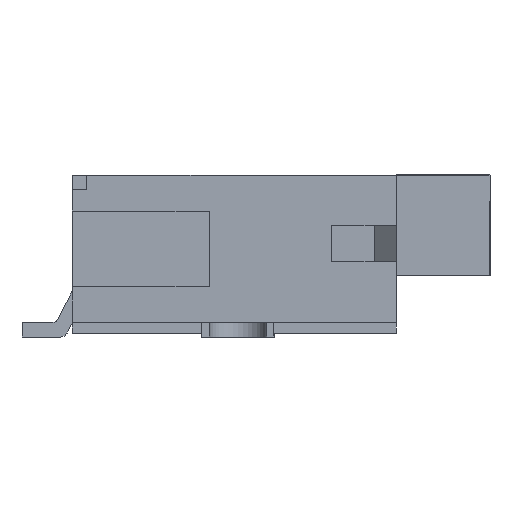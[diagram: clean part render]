
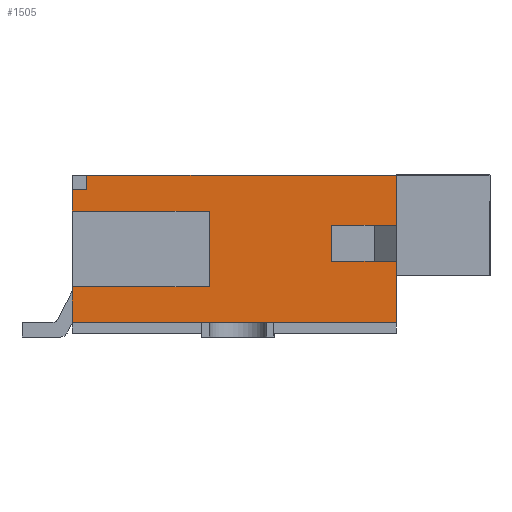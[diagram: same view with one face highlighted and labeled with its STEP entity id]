
A CAD part, left-side view. The second image highlights one B-rep face of the part: STEP entity #1505.
In plain terms, the highlighted planar face has unit normal (-1, 0, 0).
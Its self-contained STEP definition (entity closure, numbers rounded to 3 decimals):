
#1505 = ADVANCED_FACE( '', ( #2901 ), #2902, .T. );
#2901 = FACE_OUTER_BOUND( '', #4304, .T. );
#2902 = PLANE( '', #4305 );
#4304 = EDGE_LOOP( '', ( #8517, #8518, #8519, #8520, #8521, #8522, #8523, #8524, #8525, #8526, #8527, #8528, #8529, #8530 ) );
#4305 = AXIS2_PLACEMENT_3D( '', #8531, #8532, #8533 );
#8517 = ORIENTED_EDGE( '', *, *, #11707, .F. );
#8518 = ORIENTED_EDGE( '', *, *, #10358, .F. );
#8519 = ORIENTED_EDGE( '', *, *, #11374, .T. );
#8520 = ORIENTED_EDGE( '', *, *, #9833, .F. );
#8521 = ORIENTED_EDGE( '', *, *, #10368, .T. );
#8522 = ORIENTED_EDGE( '', *, *, #11206, .T. );
#8523 = ORIENTED_EDGE( '', *, *, #11373, .T. );
#8524 = ORIENTED_EDGE( '', *, *, #10877, .F. );
#8525 = ORIENTED_EDGE( '', *, *, #11708, .T. );
#8526 = ORIENTED_EDGE( '', *, *, #11022, .T. );
#8527 = ORIENTED_EDGE( '', *, *, #11414, .T. );
#8528 = ORIENTED_EDGE( '', *, *, #10623, .T. );
#8529 = ORIENTED_EDGE( '', *, *, #11709, .T. );
#8530 = ORIENTED_EDGE( '', *, *, #11710, .T. );
#8531 = CARTESIAN_POINT( '', ( -16.3, 0., 0. ) );
#8532 = DIRECTION( '', ( -1., 0., 0. ) );
#8533 = DIRECTION( '', ( 0., 0., 1. ) );
#9833 = EDGE_CURVE( '', #11949, #11945, #11951, .T. );
#10358 = EDGE_CURVE( '', #12889, #12891, #12892, .T. );
#10368 = EDGE_CURVE( '', #11949, #12906, #12908, .T. );
#10623 = EDGE_CURVE( '', #13318, #13316, #13319, .T. );
#10877 = EDGE_CURVE( '', #13727, #13714, #13729, .T. );
#11022 = EDGE_CURVE( '', #13936, #13934, #13937, .T. );
#11206 = EDGE_CURVE( '', #12906, #14206, #14208, .T. );
#11373 = EDGE_CURVE( '', #14206, #13714, #14449, .T. );
#11374 = EDGE_CURVE( '', #12889, #11945, #14450, .T. );
#11414 = EDGE_CURVE( '', #13934, #13318, #14500, .T. );
#11707 = EDGE_CURVE( '', #12891, #14872, #14873, .T. );
#11708 = EDGE_CURVE( '', #13727, #13936, #14874, .T. );
#11709 = EDGE_CURVE( '', #13316, #14875, #14876, .T. );
#11710 = EDGE_CURVE( '', #14875, #14872, #14877, .T. );
#11945 = VERTEX_POINT( '', #15125 );
#11949 = VERTEX_POINT( '', #15131 );
#11951 = LINE( '', #15134, #15135 );
#12889 = VERTEX_POINT( '', #16445 );
#12891 = VERTEX_POINT( '', #16448 );
#12892 = LINE( '', #16449, #16450 );
#12906 = VERTEX_POINT( '', #16470 );
#12908 = LINE( '', #16473, #16474 );
#13316 = VERTEX_POINT( '', #17073 );
#13318 = VERTEX_POINT( '', #17076 );
#13319 = LINE( '', #17077, #17078 );
#13714 = VERTEX_POINT( '', #17651 );
#13727 = VERTEX_POINT( '', #17670 );
#13729 = LINE( '', #17673, #17674 );
#13934 = VERTEX_POINT( '', #17994 );
#13936 = VERTEX_POINT( '', #17997 );
#13937 = LINE( '', #17998, #17999 );
#14206 = VERTEX_POINT( '', #18401 );
#14208 = LINE( '', #18404, #18405 );
#14449 = LINE( '', #18799, #18800 );
#14450 = LINE( '', #18801, #18802 );
#14500 = LINE( '', #18875, #18876 );
#14872 = VERTEX_POINT( '', #19441 );
#14873 = LINE( '', #19442, #19443 );
#14874 = LINE( '', #19444, #19445 );
#14875 = VERTEX_POINT( '', #19446 );
#14876 = LINE( '', #19447, #19448 );
#14877 = LINE( '', #19449, #19450 );
#15125 = CARTESIAN_POINT( '', ( -16.3, 2.25, 0.6 ) );
#15131 = CARTESIAN_POINT( '', ( -16.3, 0.35, 0.6 ) );
#15134 = CARTESIAN_POINT( '', ( -16.3, 0.35, 0.6 ) );
#15135 = VECTOR( '', #19783, 1000. );
#16445 = CARTESIAN_POINT( '', ( -16.3, 2.25, 0.9 ) );
#16448 = CARTESIAN_POINT( '', ( -16.3, 2.05, 0.9 ) );
#16449 = CARTESIAN_POINT( '', ( -16.3, 0., 0.9 ) );
#16450 = VECTOR( '', #20385, 1000. );
#16470 = CARTESIAN_POINT( '', ( -16.3, 0.35, -0.45 ) );
#16473 = CARTESIAN_POINT( '', ( -16.3, 0.35, 0.6 ) );
#16474 = VECTOR( '', #20393, 1000. );
#17073 = CARTESIAN_POINT( '', ( -16.3, -2.25, 0.4 ) );
#17076 = CARTESIAN_POINT( '', ( -16.3, -1.35, 0.4 ) );
#17077 = CARTESIAN_POINT( '', ( -16.3, -1.35, 0.4 ) );
#17078 = VECTOR( '', #20622, 1000. );
#17651 = CARTESIAN_POINT( '', ( -16.3, 2.25, -0.95 ) );
#17670 = CARTESIAN_POINT( '', ( -16.3, -2.25, -0.95 ) );
#17673 = CARTESIAN_POINT( '', ( -16.3, -2.25, -0.95 ) );
#17674 = VECTOR( '', #20865, 1000. );
#17994 = CARTESIAN_POINT( '', ( -16.3, -1.35, -0.1 ) );
#17997 = CARTESIAN_POINT( '', ( -16.3, -2.25, -0.1 ) );
#17998 = CARTESIAN_POINT( '', ( -16.3, -2.25, -0.1 ) );
#17999 = VECTOR( '', #20997, 1000. );
#18401 = CARTESIAN_POINT( '', ( -16.3, 2.25, -0.45 ) );
#18404 = CARTESIAN_POINT( '', ( -16.3, 0.35, -0.45 ) );
#18405 = VECTOR( '', #21153, 1000. );
#18799 = CARTESIAN_POINT( '', ( -16.3, 2.25, 1.1 ) );
#18800 = VECTOR( '', #21310, 1000. );
#18801 = CARTESIAN_POINT( '', ( -16.3, 2.25, 1.1 ) );
#18802 = VECTOR( '', #21311, 1000. );
#18875 = CARTESIAN_POINT( '', ( -16.3, -1.35, -0.1 ) );
#18876 = VECTOR( '', #21338, 1000. );
#19441 = CARTESIAN_POINT( '', ( -16.3, 2.05, 1.1 ) );
#19442 = CARTESIAN_POINT( '', ( -16.3, 2.05, 0. ) );
#19443 = VECTOR( '', #21625, 1000. );
#19444 = CARTESIAN_POINT( '', ( -16.3, -2.25, -1.1 ) );
#19445 = VECTOR( '', #21626, 1000. );
#19446 = CARTESIAN_POINT( '', ( -16.3, -2.25, 1.1 ) );
#19447 = CARTESIAN_POINT( '', ( -16.3, -2.25, -1.1 ) );
#19448 = VECTOR( '', #21627, 1000. );
#19449 = CARTESIAN_POINT( '', ( -16.3, -2.25, 1.1 ) );
#19450 = VECTOR( '', #21628, 1000. );
#19783 = DIRECTION( '', ( 0., 1., 0. ) );
#20385 = DIRECTION( '', ( 0., -1., 0. ) );
#20393 = DIRECTION( '', ( 0., 0., -1. ) );
#20622 = DIRECTION( '', ( 0., -1., 0. ) );
#20865 = DIRECTION( '', ( 0., 1., 0. ) );
#20997 = DIRECTION( '', ( 0., 1., 0. ) );
#21153 = DIRECTION( '', ( 0., 1., 0. ) );
#21310 = DIRECTION( '', ( 0., 0., -1. ) );
#21311 = DIRECTION( '', ( 0., 0., -1. ) );
#21338 = DIRECTION( '', ( 0., 0., 1. ) );
#21625 = DIRECTION( '', ( 0., 0., 1. ) );
#21626 = DIRECTION( '', ( 0., 0., 1. ) );
#21627 = DIRECTION( '', ( 0., 0., 1. ) );
#21628 = DIRECTION( '', ( 0., 1., 0. ) );
